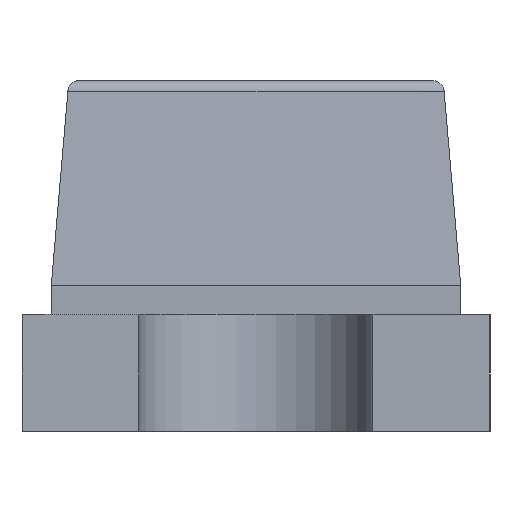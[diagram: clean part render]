
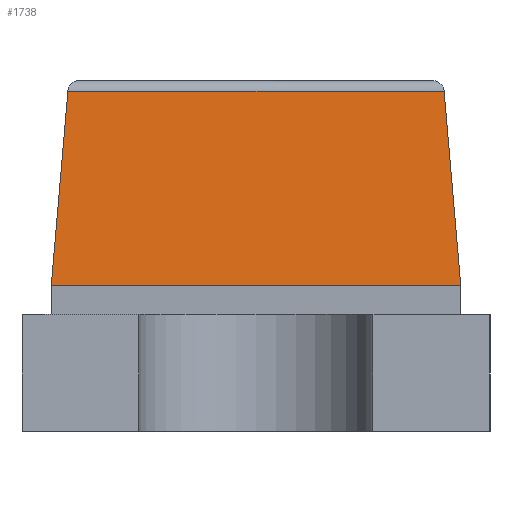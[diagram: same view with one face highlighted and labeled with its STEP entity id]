
A CAD part, left-side view. The second image highlights one B-rep face of the part: STEP entity #1738.
In plain terms, the highlighted planar face has unit normal (-0.996, 0, 0.085).
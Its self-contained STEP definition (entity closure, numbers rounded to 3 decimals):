
#556 = PLANE('',#557);
#557 = AXIS2_PLACEMENT_3D('',#558,#559,#560);
#558 = CARTESIAN_POINT('',(-0.5,-0.35,0.2));
#559 = DIRECTION('',(-1.,0.,0.));
#560 = DIRECTION('',(0.,0.,1.));
#919 = VERTEX_POINT('',#920);
#920 = CARTESIAN_POINT('',(-0.5,-0.35,0.25));
#1008 = PLANE('',#1009);
#1009 = AXIS2_PLACEMENT_3D('',#1010,#1011,#1012);
#1010 = CARTESIAN_POINT('',(0.5,-0.335,0.425));
#1011 = DIRECTION('',(0.,-0.996,
    0.085));
#1012 = DIRECTION('',(0.,-0.085,
    -0.996));
#1024 = VERTEX_POINT('',#1025);
#1025 = CARTESIAN_POINT('',(-0.5,0.35,0.25));
#1048 = EDGE_CURVE('',#919,#1024,#1049,.T.);
#1049 = SURFACE_CURVE('',#1050,(#1054,#1061),.PCURVE_S1.);
#1050 = LINE('',#1051,#1052);
#1051 = CARTESIAN_POINT('',(-0.5,-0.35,0.25));
#1052 = VECTOR('',#1053,1.);
#1053 = DIRECTION('',(0.,1.,0.));
#1054 = PCURVE('',#556,#1055);
#1055 = DEFINITIONAL_REPRESENTATION('',(#1056),#1060);
#1056 = LINE('',#1057,#1058);
#1057 = CARTESIAN_POINT('',(0.05,0.));
#1058 = VECTOR('',#1059,1.);
#1059 = DIRECTION('',(0.,1.));
#1060 = ( GEOMETRIC_REPRESENTATION_CONTEXT(2) 
PARAMETRIC_REPRESENTATION_CONTEXT() REPRESENTATION_CONTEXT('2D SPACE',''
  ) );
#1061 = PCURVE('',#1062,#1067);
#1062 = PLANE('',#1063);
#1063 = AXIS2_PLACEMENT_3D('',#1064,#1065,#1066);
#1064 = CARTESIAN_POINT('',(-0.485,-0.35,0.425));
#1065 = DIRECTION('',(-0.996,0.,
    0.085));
#1066 = DIRECTION('',(0.085,0.,
    0.996));
#1067 = DEFINITIONAL_REPRESENTATION('',(#1068),#1072);
#1068 = LINE('',#1069,#1070);
#1069 = CARTESIAN_POINT('',(-0.176,0.));
#1070 = VECTOR('',#1071,1.);
#1071 = DIRECTION('',(0.,1.));
#1072 = ( GEOMETRIC_REPRESENTATION_CONTEXT(2) 
PARAMETRIC_REPRESENTATION_CONTEXT() REPRESENTATION_CONTEXT('2D SPACE',''
  ) );
#1162 = PLANE('',#1163);
#1163 = AXIS2_PLACEMENT_3D('',#1164,#1165,#1166);
#1164 = CARTESIAN_POINT('',(-0.5,0.335,0.425));
#1165 = DIRECTION('',(0.,0.996,
    0.085));
#1166 = DIRECTION('',(0.,-0.085,
    0.996));
#1642 = VERTEX_POINT('',#1643);
#1643 = CARTESIAN_POINT('',(-0.472,-0.322,
    0.582));
#1691 = EDGE_CURVE('',#1642,#919,#1692,.T.);
#1692 = SURFACE_CURVE('',#1693,(#1697,#1704),.PCURVE_S1.);
#1693 = LINE('',#1694,#1695);
#1694 = CARTESIAN_POINT('',(-0.472,-0.322,
    0.582));
#1695 = VECTOR('',#1696,1.);
#1696 = DIRECTION('',(-0.085,-0.085,
    -0.993));
#1697 = PCURVE('',#1008,#1698);
#1698 = DEFINITIONAL_REPRESENTATION('',(#1699),#1703);
#1699 = LINE('',#1700,#1701);
#1700 = CARTESIAN_POINT('',(-0.157,-0.972));
#1701 = VECTOR('',#1702,1.);
#1702 = DIRECTION('',(0.996,-0.085));
#1703 = ( GEOMETRIC_REPRESENTATION_CONTEXT(2) 
PARAMETRIC_REPRESENTATION_CONTEXT() REPRESENTATION_CONTEXT('2D SPACE',''
  ) );
#1704 = PCURVE('',#1062,#1705);
#1705 = DEFINITIONAL_REPRESENTATION('',(#1706),#1710);
#1706 = LINE('',#1707,#1708);
#1707 = CARTESIAN_POINT('',(0.157,0.028));
#1708 = VECTOR('',#1709,1.);
#1709 = DIRECTION('',(-0.996,-0.085));
#1710 = ( GEOMETRIC_REPRESENTATION_CONTEXT(2) 
PARAMETRIC_REPRESENTATION_CONTEXT() REPRESENTATION_CONTEXT('2D SPACE',''
  ) );
#1738 = ADVANCED_FACE('',(#1739),#1062,.T.);
#1739 = FACE_BOUND('',#1740,.T.);
#1740 = EDGE_LOOP('',(#1741,#1742,#1743,#1793));
#1741 = ORIENTED_EDGE('',*,*,#1048,.F.);
#1742 = ORIENTED_EDGE('',*,*,#1691,.F.);
#1743 = ORIENTED_EDGE('',*,*,#1744,.T.);
#1744 = EDGE_CURVE('',#1642,#1745,#1747,.T.);
#1745 = VERTEX_POINT('',#1746);
#1746 = CARTESIAN_POINT('',(-0.472,0.322,
    0.582));
#1747 = SURFACE_CURVE('',#1748,(#1752,#1759),.PCURVE_S1.);
#1748 = LINE('',#1749,#1750);
#1749 = CARTESIAN_POINT('',(-0.472,-0.35,0.582));
#1750 = VECTOR('',#1751,1.);
#1751 = DIRECTION('',(0.,1.,0.));
#1752 = PCURVE('',#1062,#1753);
#1753 = DEFINITIONAL_REPRESENTATION('',(#1754),#1758);
#1754 = LINE('',#1755,#1756);
#1755 = CARTESIAN_POINT('',(0.157,0.));
#1756 = VECTOR('',#1757,1.);
#1757 = DIRECTION('',(0.,1.));
#1758 = ( GEOMETRIC_REPRESENTATION_CONTEXT(2) 
PARAMETRIC_REPRESENTATION_CONTEXT() REPRESENTATION_CONTEXT('2D SPACE',''
  ) );
#1759 = PCURVE('',#1760,#1765);
#1760 = CYLINDRICAL_SURFACE('',#1761,0.02);
#1761 = AXIS2_PLACEMENT_3D('',#1762,#1763,#1764);
#1762 = CARTESIAN_POINT('',(-0.452,-0.32,0.58));
#1763 = DIRECTION('',(0.,1.,0.));
#1764 = DIRECTION('',(0.,0.,1.));
#1765 = DEFINITIONAL_REPRESENTATION('',(#1766),#1792);
#1766 = B_SPLINE_CURVE_WITH_KNOTS('',3,(#1767,#1768,#1769,#1770,#1771,
    #1772,#1773,#1774,#1775,#1776,#1777,#1778,#1779,#1780,#1781,#1782,
    #1783,#1784,#1785,#1786,#1787,#1788,#1789,#1790,#1791),
  .UNSPECIFIED.,.F.,.F.,(4,1,1,1,1,1,1,1,1,1,1,1,1,1,1,1,1,1,1,1,1,1,4),
  (0.028,0.058,0.087,
    0.116,0.145,0.175,0.204,
    0.233,0.262,0.292,0.321,0.35,
    0.379,0.408,0.438,0.467,
    0.496,0.525,0.555,0.584,
    0.613,0.642,0.672),.UNSPECIFIED.);
#1767 = CARTESIAN_POINT('',(4.798,-0.002));
#1768 = CARTESIAN_POINT('',(4.798,0.008));
#1769 = CARTESIAN_POINT('',(4.798,0.028));
#1770 = CARTESIAN_POINT('',(4.798,0.057));
#1771 = CARTESIAN_POINT('',(4.798,0.086));
#1772 = CARTESIAN_POINT('',(4.798,0.115));
#1773 = CARTESIAN_POINT('',(4.798,0.145));
#1774 = CARTESIAN_POINT('',(4.798,0.174));
#1775 = CARTESIAN_POINT('',(4.798,0.203));
#1776 = CARTESIAN_POINT('',(4.798,0.232));
#1777 = CARTESIAN_POINT('',(4.798,0.262));
#1778 = CARTESIAN_POINT('',(4.798,0.291));
#1779 = CARTESIAN_POINT('',(4.798,0.32));
#1780 = CARTESIAN_POINT('',(4.798,0.349));
#1781 = CARTESIAN_POINT('',(4.798,0.378));
#1782 = CARTESIAN_POINT('',(4.798,0.408));
#1783 = CARTESIAN_POINT('',(4.798,0.437));
#1784 = CARTESIAN_POINT('',(4.798,0.466));
#1785 = CARTESIAN_POINT('',(4.798,0.495));
#1786 = CARTESIAN_POINT('',(4.798,0.525));
#1787 = CARTESIAN_POINT('',(4.798,0.554));
#1788 = CARTESIAN_POINT('',(4.798,0.583));
#1789 = CARTESIAN_POINT('',(4.798,0.612));
#1790 = CARTESIAN_POINT('',(4.798,0.632));
#1791 = CARTESIAN_POINT('',(4.798,0.642));
#1792 = ( GEOMETRIC_REPRESENTATION_CONTEXT(2) 
PARAMETRIC_REPRESENTATION_CONTEXT() REPRESENTATION_CONTEXT('2D SPACE',''
  ) );
#1793 = ORIENTED_EDGE('',*,*,#1794,.F.);
#1794 = EDGE_CURVE('',#1024,#1745,#1795,.T.);
#1795 = SURFACE_CURVE('',#1796,(#1800,#1807),.PCURVE_S1.);
#1796 = LINE('',#1797,#1798);
#1797 = CARTESIAN_POINT('',(-0.5,0.35,0.25));
#1798 = VECTOR('',#1799,1.);
#1799 = DIRECTION('',(0.085,-0.085,
    0.993));
#1800 = PCURVE('',#1062,#1801);
#1801 = DEFINITIONAL_REPRESENTATION('',(#1802),#1806);
#1802 = LINE('',#1803,#1804);
#1803 = CARTESIAN_POINT('',(-0.176,0.7));
#1804 = VECTOR('',#1805,1.);
#1805 = DIRECTION('',(0.996,-0.085));
#1806 = ( GEOMETRIC_REPRESENTATION_CONTEXT(2) 
PARAMETRIC_REPRESENTATION_CONTEXT() REPRESENTATION_CONTEXT('2D SPACE',''
  ) );
#1807 = PCURVE('',#1162,#1808);
#1808 = DEFINITIONAL_REPRESENTATION('',(#1809),#1813);
#1809 = LINE('',#1810,#1811);
#1810 = CARTESIAN_POINT('',(-0.176,0.));
#1811 = VECTOR('',#1812,1.);
#1812 = DIRECTION('',(0.996,0.085));
#1813 = ( GEOMETRIC_REPRESENTATION_CONTEXT(2) 
PARAMETRIC_REPRESENTATION_CONTEXT() REPRESENTATION_CONTEXT('2D SPACE',''
  ) );
